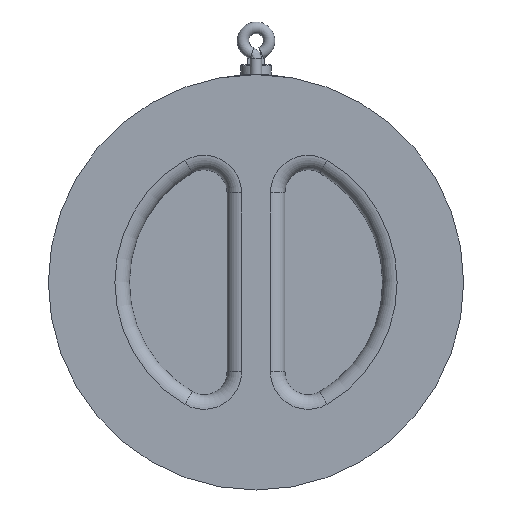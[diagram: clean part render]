
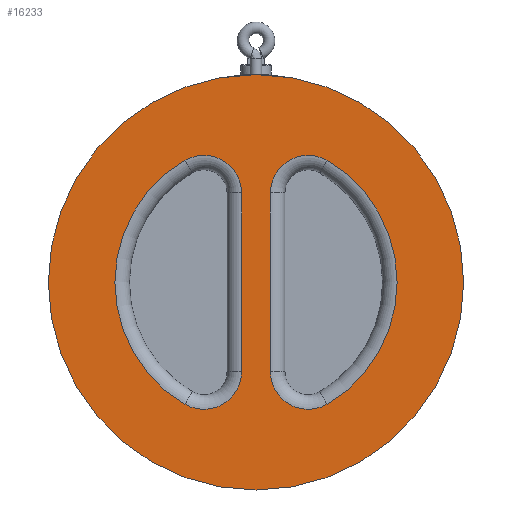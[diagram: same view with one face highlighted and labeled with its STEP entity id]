
A CAD part, front view. The second image highlights one B-rep face of the part: STEP entity #16233.
In plain terms, the highlighted planar face has unit normal (0, -1, 0).
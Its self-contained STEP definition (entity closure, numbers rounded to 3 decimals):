
#15368=CARTESIAN_POINT('',(-143.5,-44.5,-0.002));
#15369=VERTEX_POINT('',#15368);
#15370=CARTESIAN_POINT('',(0.0,-44.5,-0.002));
#15371=DIRECTION('',(0.0,1.0,0.0));
#15372=DIRECTION('',(-1.0,0.0,0.0));
#15373=AXIS2_PLACEMENT_3D('',#15370,#15371,#15372);
#15374=CIRCLE('',#15373,143.5);
#15375=EDGE_CURVE('',#15369,#15369,#15374,.T.);
#16084=CARTESIAN_POINT('',(-10.,-44.5,61.774));
#16085=VERTEX_POINT('',#16084);
#16094=CARTESIAN_POINT('',(-10.,-44.5,-61.778));
#16095=VERTEX_POINT('',#16094);
#16103=CARTESIAN_POINT('',(-10.,-44.5,-61.778));
#16104=DIRECTION('',(0.0,0.0,1.0));
#16105=VECTOR('',#16104,123.552);
#16106=LINE('',#16103,#16105);
#16107=EDGE_CURVE('',#16095,#16085,#16106,.T.);
#16118=CARTESIAN_POINT('',(-49.091,-44.5,84.238));
#16119=VERTEX_POINT('',#16118);
#16120=CARTESIAN_POINT('',(-36.,-44.5,61.774));
#16121=DIRECTION('',(0.0,-1.0,0.0));
#16122=DIRECTION('',(0.498,0.0,0.867));
#16123=AXIS2_PLACEMENT_3D('',#16120,#16121,#16122);
#16124=CIRCLE('',#16123,26.);
#16125=EDGE_CURVE('',#16085,#16119,#16124,.T.);
#16145=CARTESIAN_POINT('',(-49.091,-44.5,-84.242));
#16146=VERTEX_POINT('',#16145);
#16154=CARTESIAN_POINT('',(-36.,-44.5,-61.778));
#16155=DIRECTION('',(0.0,-1.0,0.0));
#16156=DIRECTION('',(0.498,0.0,-0.867));
#16157=AXIS2_PLACEMENT_3D('',#16154,#16155,#16156);
#16158=CIRCLE('',#16157,26.);
#16159=EDGE_CURVE('',#16146,#16095,#16158,.T.);
#16172=CARTESIAN_POINT('',(0.0,-44.5,-0.002));
#16173=DIRECTION('',(0.0,-1.0,0.0));
#16174=DIRECTION('',(-1.0,0.0,0.0));
#16175=AXIS2_PLACEMENT_3D('',#16172,#16173,#16174);
#16176=CIRCLE('',#16175,97.5);
#16177=EDGE_CURVE('',#16119,#16146,#16176,.T.);
#16182=CARTESIAN_POINT('',(-115.5,-44.5,-0.002));
#16183=DIRECTION('',(0.0,-1.0,0.0));
#16184=DIRECTION('',(0.0,0.0,-1.0));
#16185=AXIS2_PLACEMENT_3D('',#16182,#16183,#16184);
#16186=PLANE('',#16185);
#16187=ORIENTED_EDGE('',*,*,#15375,.F.);
#16188=EDGE_LOOP('',(#16187));
#16189=FACE_OUTER_BOUND('',#16188,.T.);
#16190=ORIENTED_EDGE('',*,*,#16177,.F.);
#16191=ORIENTED_EDGE('',*,*,#16125,.F.);
#16192=ORIENTED_EDGE('',*,*,#16107,.F.);
#16193=ORIENTED_EDGE('',*,*,#16159,.F.);
#16194=EDGE_LOOP('',(#16190,#16191,#16192,#16193));
#16195=FACE_BOUND('',#16194,.T.);
#16196=CARTESIAN_POINT('',(10.,-44.5,61.774));
#16197=VERTEX_POINT('',#16196);
#16198=CARTESIAN_POINT('',(10.,-44.5,-61.778));
#16199=VERTEX_POINT('',#16198);
#16200=CARTESIAN_POINT('',(10.,-44.5,61.774));
#16201=DIRECTION('',(0.0,0.0,-1.0));
#16202=VECTOR('',#16201,123.552);
#16203=LINE('',#16200,#16202);
#16204=EDGE_CURVE('',#16197,#16199,#16203,.T.);
#16205=ORIENTED_EDGE('',*,*,#16204,.F.);
#16206=CARTESIAN_POINT('',(49.091,-44.5,84.238));
#16207=VERTEX_POINT('',#16206);
#16208=CARTESIAN_POINT('',(36.0,-44.5,61.774));
#16209=DIRECTION('',(0.0,-1.,0.0));
#16210=DIRECTION('',(-0.498,0.0,0.867));
#16211=AXIS2_PLACEMENT_3D('',#16208,#16209,#16210);
#16212=CIRCLE('',#16211,26.);
#16213=EDGE_CURVE('',#16207,#16197,#16212,.T.);
#16214=ORIENTED_EDGE('',*,*,#16213,.F.);
#16215=CARTESIAN_POINT('',(49.091,-44.5,-84.242));
#16216=VERTEX_POINT('',#16215);
#16217=CARTESIAN_POINT('',(0.0,-44.5,-0.002));
#16218=DIRECTION('',(0.0,-1.0,0.0));
#16219=DIRECTION('',(1.0,0.0,0.0));
#16220=AXIS2_PLACEMENT_3D('',#16217,#16218,#16219);
#16221=CIRCLE('',#16220,97.5);
#16222=EDGE_CURVE('',#16216,#16207,#16221,.T.);
#16223=ORIENTED_EDGE('',*,*,#16222,.F.);
#16224=CARTESIAN_POINT('',(36.0,-44.5,-61.778));
#16225=DIRECTION('',(0.0,-1.,0.0));
#16226=DIRECTION('',(-0.498,0.0,-0.867));
#16227=AXIS2_PLACEMENT_3D('',#16224,#16225,#16226);
#16228=CIRCLE('',#16227,26.);
#16229=EDGE_CURVE('',#16199,#16216,#16228,.T.);
#16230=ORIENTED_EDGE('',*,*,#16229,.F.);
#16231=EDGE_LOOP('',(#16205,#16214,#16223,#16230));
#16232=FACE_BOUND('',#16231,.T.);
#16233=ADVANCED_FACE('',(#16189,#16195,#16232),#16186,.T.);
